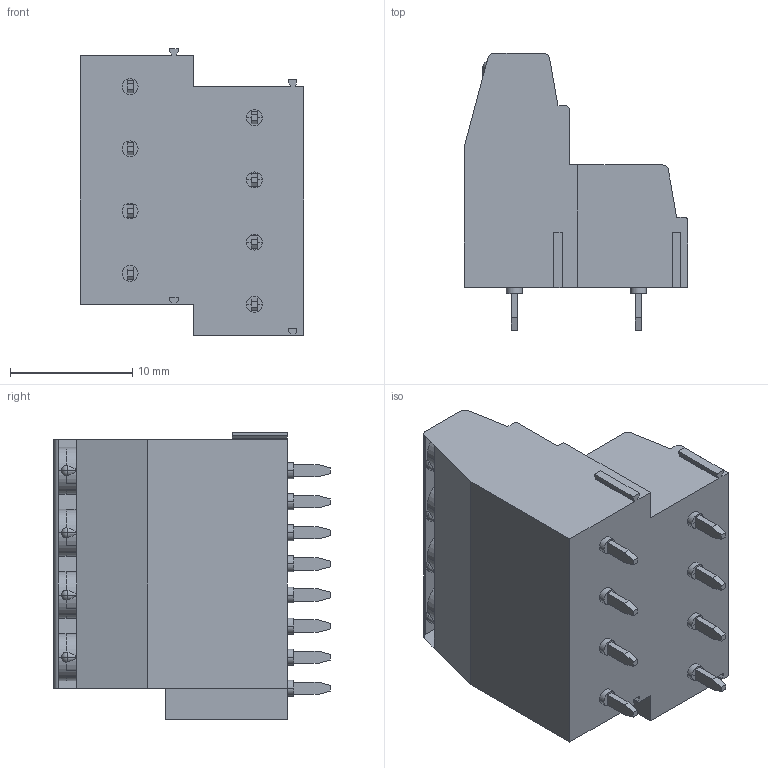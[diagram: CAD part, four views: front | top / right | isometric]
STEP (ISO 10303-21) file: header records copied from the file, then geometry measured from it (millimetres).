
FILE_DESCRIPTION(('SolidDesigner STEP Export'),'1');
FILE_NAME('mkkdsn_1.5-4-5.08.stp','2000-06-28T18:06:04',(''),(''), 'SolidDesigner STEP processor Version: 7.0(Mar 1999)for AP214(CD)(Solid Model)', 'CoCreate SolidDesigner: 07.50 21-Dec-99(C) CoCreate Software GmbH','');
FILE_SCHEMA(('AUTOMOTIVE_DESIGN_CC2 {1 2 10303 214 -1 1 5 1}'));
Length unit declared in the file: millimetre
Products named in the file (2): mkkdsn_1.5-4-5.08
Assembly tree (1 placements, depth 2):
  mkkdsn_1.5-4-5.08
    mkkdsn_1.5-4-5.08
Bounding box: 18.3 x 22.6 x 23.43 mm (x, y, z)
Volume: 4665.6 mm3; surface area: 2625.5 mm2
Topology: 1 solids, 1 shells, 434 faces, 1088 edges, 684 vertices
Faces by surface type: plane 335, cylinder 83, sphere 8, cone 8
Entity records: 15793 total; most frequent: CARTESIAN_POINT 2586, ORIENTED_EDGE 2144, DIRECTION 1830, EDGE_CURVE 1072, VECTOR 750, LINE 750, VERTEX_POINT 676, AXIS2_PLACEMENT_3D 540
